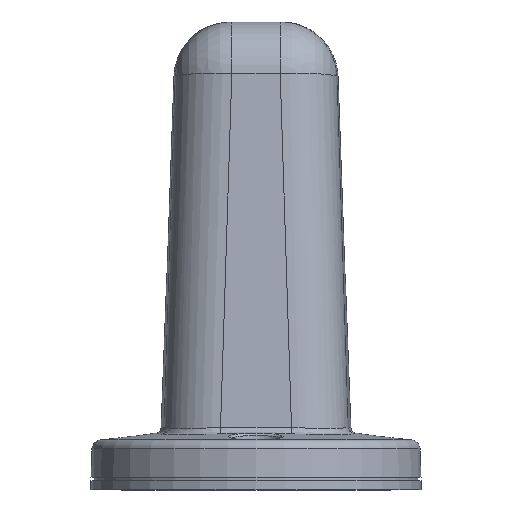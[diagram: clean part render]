
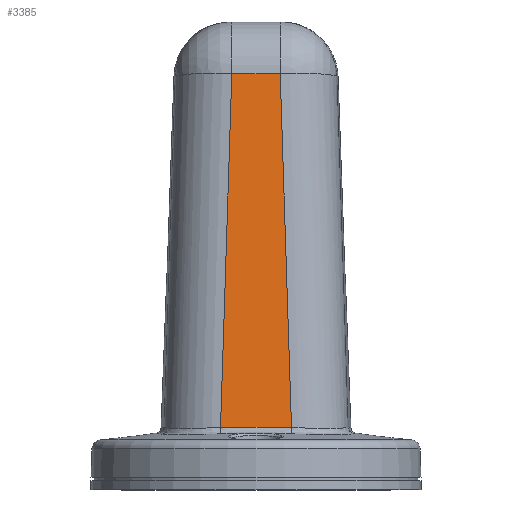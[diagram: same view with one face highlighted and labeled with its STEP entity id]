
A CAD part, left-side view. The second image highlights one B-rep face of the part: STEP entity #3385.
In plain terms, the highlighted planar face has unit normal (-0.996, 0, 0.085).
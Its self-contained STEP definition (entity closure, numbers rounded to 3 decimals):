
#191=PLANE('',#3778);
#223=LINE('',#5068,#340);
#296=LINE('',#7119,#413);
#299=LINE('',#7125,#416);
#340=VECTOR('',#4046,10.);
#413=VECTOR('',#4629,10.);
#416=VECTOR('',#4638,10.);
#665=FACE_OUTER_BOUND('',#889,.T.);
#889=EDGE_LOOP('',(#2849,#2850,#2851,#2852));
#1200=B_SPLINE_CURVE_WITH_KNOTS('',3,(#6290,#6291,#6292,#6293),
 .UNSPECIFIED.,.F.,.F.,(4,4),(0.,1.504),.UNSPECIFIED.);
#1312=VERTEX_POINT('',#5058);
#1316=VERTEX_POINT('',#5066);
#1447=VERTEX_POINT('',#6210);
#1451=VERTEX_POINT('',#6288);
#1651=EDGE_CURVE('',#1316,#1312,#223,.T.);
#1873=EDGE_CURVE('',#1451,#1447,#1200,.T.);
#1963=EDGE_CURVE('',#1312,#1451,#296,.T.);
#1966=EDGE_CURVE('',#1447,#1316,#299,.T.);
#2849=ORIENTED_EDGE('',*,*,#1963,.F.);
#2850=ORIENTED_EDGE('',*,*,#1651,.F.);
#2851=ORIENTED_EDGE('',*,*,#1966,.F.);
#2852=ORIENTED_EDGE('',*,*,#1873,.F.);
#3385=ADVANCED_FACE('',(#665),#191,.T.);
#3778=AXIS2_PLACEMENT_3D('',#7124,#4636,#4637);
#4046=DIRECTION('',(0.,-1.,0.));
#4629=DIRECTION('',(-0.085,-0.032,-0.996));
#4636=DIRECTION('center_axis',(-0.996,0.,
0.085));
#4637=DIRECTION('ref_axis',(0.,1.,0.));
#4638=DIRECTION('',(0.085,-0.032,0.996));
#5058=CARTESIAN_POINT('',(-13.441,-5.126,76.225));
#5066=CARTESIAN_POINT('',(-13.441,5.126,76.225));
#5068=CARTESIAN_POINT('',(-13.441,8.168,76.225));
#6210=CARTESIAN_POINT('',(-19.867,7.521,1.264));
#6288=CARTESIAN_POINT('',(-19.867,-7.521,1.264));
#6290=CARTESIAN_POINT('Ctrl Pts',(-19.867,-7.521,1.264));
#6291=CARTESIAN_POINT('Ctrl Pts',(-19.85,-2.511,1.47));
#6292=CARTESIAN_POINT('Ctrl Pts',(-19.85,2.511,1.47));
#6293=CARTESIAN_POINT('Ctrl Pts',(-19.867,7.521,1.264));
#7119=CARTESIAN_POINT('',(-12.487,-4.77,87.351));
#7124=CARTESIAN_POINT('Origin',(-12.5,16.337,87.2));
#7125=CARTESIAN_POINT('',(-12.463,4.761,87.631));
